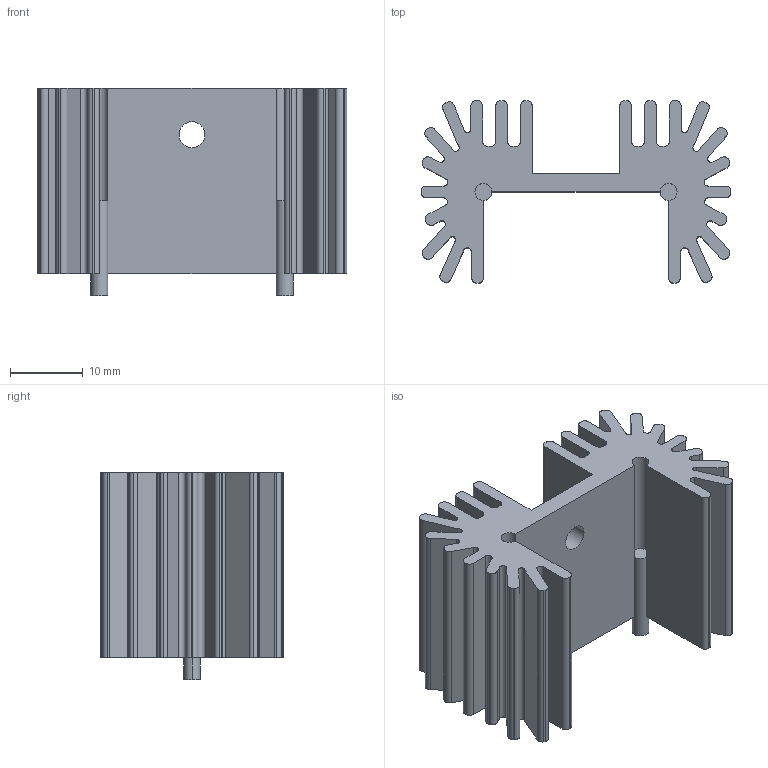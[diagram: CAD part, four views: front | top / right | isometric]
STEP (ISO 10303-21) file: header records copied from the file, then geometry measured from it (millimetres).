
FILE_DESCRIPTION (( 'STEP AP214' ), '1' );
FILE_NAME ('User Library-RA-T2X-25E heat sink.STEP', '2018-01-04T16:09:02', ( '' ), ( '' ), 'SwSTEP 2.0', 'SolidWorks 2018', '' );
FILE_SCHEMA (( 'AUTOMOTIVE_DESIGN' ));
Length unit declared in the file: millimetre
Products named in the file (1): User Library-RA-T2X-25E heat sink
Bounding box: 42.5 x 25 x 28.4 mm (x, y, z)
Volume: 10649.1 mm3; surface area: 8912.5 mm2
Topology: 1 solids, 1 shells, 167 faces, 489 edges, 324 vertices
Faces by surface type: cylinder 89, plane 78
Entity records: 7470 total; most frequent: DIRECTION 1005, CARTESIAN_POINT 981, ORIENTED_EDGE 978, EDGE_CURVE 489, AXIS2_PLACEMENT_3D 348, VERTEX_POINT 324, VECTOR 309, LINE 309
